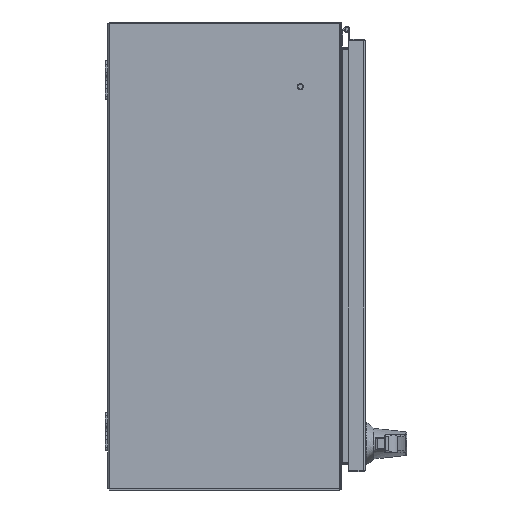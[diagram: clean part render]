
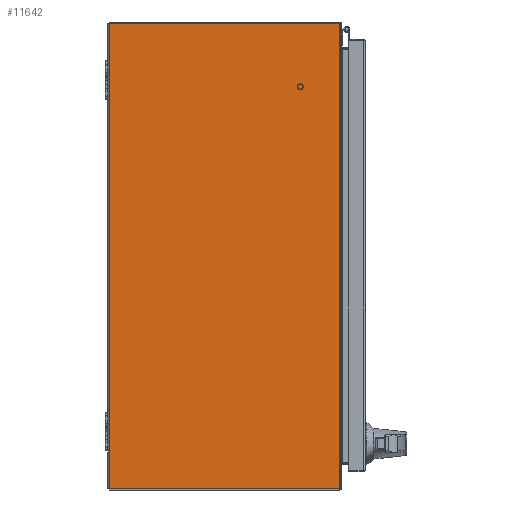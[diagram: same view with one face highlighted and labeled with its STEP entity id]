
A CAD part, front view. The second image highlights one B-rep face of the part: STEP entity #11642.
In plain terms, the highlighted face is planar.
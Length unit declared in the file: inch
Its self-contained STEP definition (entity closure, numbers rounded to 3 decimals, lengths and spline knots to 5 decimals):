
#435 = VECTOR ( 'NONE', #62431, 39.37008 ) ;
#7863 = VERTEX_POINT ( 'NONE', #78920 ) ;
#8527 = LINE ( 'NONE', #95276, #45332 ) ;
#10793 = CARTESIAN_POINT ( 'NONE',  ( 11.928, -12., -12. ) ) ;
#11502 = ORIENTED_EDGE ( 'NONE', *, *, #47630, .T. ) ;
#11642 = ADVANCED_FACE ( 'NONE', ( #64677 ), #34844, .F. ) ;
#13112 = EDGE_CURVE ( 'NONE', #90526, #65058, #95383, .T. ) ;
#18543 = VECTOR ( 'NONE', #45207, 39.37008 ) ;
#23032 = CARTESIAN_POINT ( 'NONE',  ( 11.928, -0.072, -12. ) ) ;
#24161 = VECTOR ( 'NONE', #45713, 39.37008 ) ;
#25304 = AXIS2_PLACEMENT_3D ( 'NONE', #10793, #84383, #92129 ) ;
#34844 = PLANE ( 'NONE',  #25304 ) ;
#38359 = DIRECTION ( 'NONE',  ( 0., 1., 0. ) ) ;
#45207 = DIRECTION ( 'NONE',  ( -1., 0., 0. ) ) ;
#45332 = VECTOR ( 'NONE', #38359, 39.37008 ) ;
#45713 = DIRECTION ( 'NONE',  ( 0., -1., 0. ) ) ;
#46921 = CARTESIAN_POINT ( 'NONE',  ( 11.928, -0.108, -12. ) ) ;
#47630 = EDGE_CURVE ( 'NONE', #90526, #7863, #8527, .T. ) ;
#49011 = VERTEX_POINT ( 'NONE', #46921 ) ;
#51919 = CARTESIAN_POINT ( 'NONE',  ( 11.928, -0.108, -12. ) ) ;
#53354 = ORIENTED_EDGE ( 'NONE', *, *, #13112, .F. ) ;
#62431 = DIRECTION ( 'NONE',  ( 1., 0., 0. ) ) ;
#64677 = FACE_OUTER_BOUND ( 'NONE', #80199, .T. ) ;
#65058 = VERTEX_POINT ( 'NONE', #98550 ) ;
#78920 = CARTESIAN_POINT ( 'NONE',  ( -11.928, -0.108, -12. ) ) ;
#80199 = EDGE_LOOP ( 'NONE', ( #85817, #100363, #53354, #11502 ) ) ;
#84383 = DIRECTION ( 'NONE',  ( 0., 0., 1. ) ) ;
#85817 = ORIENTED_EDGE ( 'NONE', *, *, #97245, .F. ) ;
#88719 = CARTESIAN_POINT ( 'NONE',  ( -11.928, -11.892, -12. ) ) ;
#90526 = VERTEX_POINT ( 'NONE', #88719 ) ;
#92129 = DIRECTION ( 'NONE',  ( 0., -1., 0. ) ) ;
#94006 = EDGE_CURVE ( 'NONE', #49011, #65058, #97531, .T. ) ;
#94245 = CARTESIAN_POINT ( 'NONE',  ( 11.928, -11.892, -12. ) ) ;
#94482 = LINE ( 'NONE', #51919, #18543 ) ;
#95276 = CARTESIAN_POINT ( 'NONE',  ( -11.928, 0., -12. ) ) ;
#95383 = LINE ( 'NONE', #94245, #435 ) ;
#97245 = EDGE_CURVE ( 'NONE', #49011, #7863, #94482, .T. ) ;
#97531 = LINE ( 'NONE', #23032, #24161 ) ;
#98550 = CARTESIAN_POINT ( 'NONE',  ( 11.928, -11.892, -12. ) ) ;
#100363 = ORIENTED_EDGE ( 'NONE', *, *, #94006, .T. ) ;
